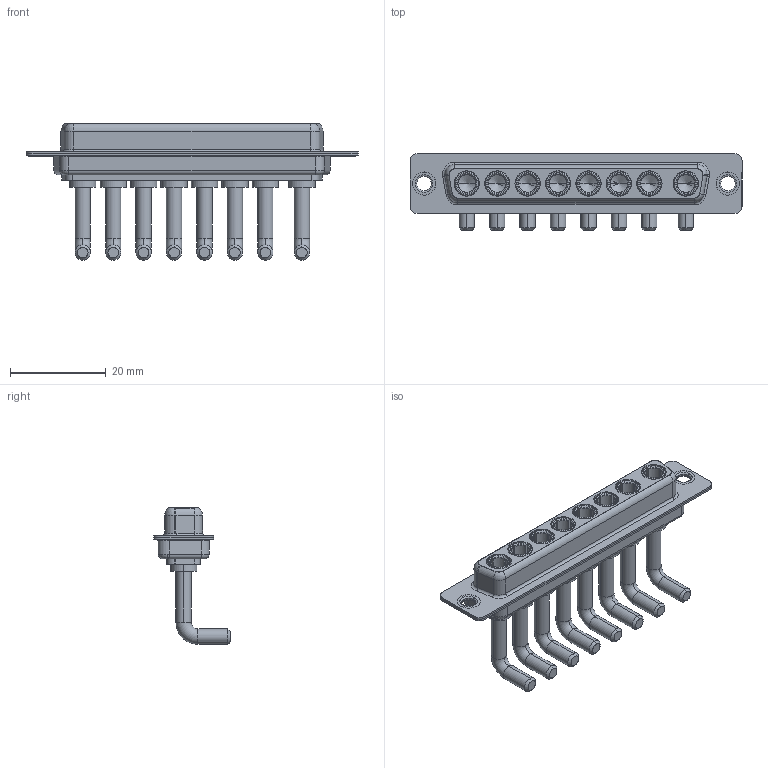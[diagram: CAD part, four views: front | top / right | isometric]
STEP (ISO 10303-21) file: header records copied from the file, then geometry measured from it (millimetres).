
FILE_DESCRIPTION (( 'STEP AP203' ), '1' );
FILE_NAME ('630-8W8-250-3T1.STEP', '2022-06-03T05:25:39', ( '' ), ( '' ), 'SwSTEP 2.0', 'SolidWorks 2020', '' );
FILE_SCHEMA (( 'CONFIG_CONTROL_DESIGN' ));
Length unit declared in the file: millimetre
Products named in the file (6): 630Combo Shell Front_37 Contacts; 630-8W8-250-3T1; 630Combo Thru Hole Rivet; 630Combo Housing_8W8; Power Socket_Ext 30A RA; 630Combo Shell Rear_37 Contacts
Assembly tree (13 placements, depth 2):
  630-8W8-250-3T1
    630Combo Housing_8W8
    630Combo Shell Front_37 Contacts
    630Combo Shell Rear_37 Contacts
    630Combo Thru Hole Rivet  x2
    Power Socket_Ext 30A RA  x8
Bounding box: 69.4 x 16 x 28.53 mm (x, y, z)
Volume: 6283 mm3; surface area: 12968.7 mm2
Topology: 21 solids, 21 shells, 877 faces, 2251 edges, 1435 vertices
Faces by surface type: cylinder 321, plane 299, cone 136, torus 113, bspline 8
Entity records: 11472 total; most frequent: CARTESIAN_POINT 2158, DIRECTION 1918, ORIENTED_EDGE 1698, EDGE_CURVE 849, AXIS2_PLACEMENT_3D 789, VERTEX_POINT 536, CIRCLE 428, EDGE_LOOP 397
